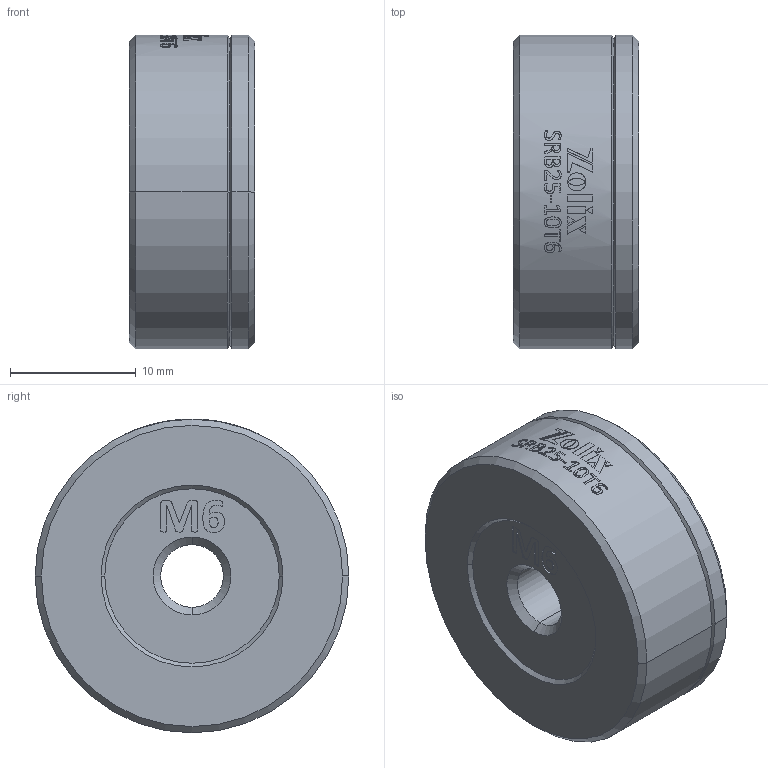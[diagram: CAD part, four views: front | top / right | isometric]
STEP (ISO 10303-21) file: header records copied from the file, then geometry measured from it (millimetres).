
FILE_DESCRIPTION (( 'STEP AP203' ), '1' );
FILE_NAME ('SRB25-10T6.STEP', '2025-06-30T09:59:22', ( '' ), ( '' ), 'SwSTEP 2.0', 'SolidWorks 2020', '' );
FILE_SCHEMA (( 'CONFIG_CONTROL_DESIGN' ));
Length unit declared in the file: millimetre
Products named in the file (1): SRB25-10T6
Bounding box: 10 x 25 x 25 mm (x, y, z)
Volume: 4568.7 mm3; surface area: 1914.8 mm2
Topology: 1 solids, 1 shells, 443 faces, 1202 edges, 792 vertices
Faces by surface type: bspline 293, plane 91, cylinder 35, cone 24
Entity records: 24962 total; most frequent: CARTESIAN_POINT 16218, ORIENTED_EDGE 2396, EDGE_CURVE 1198, B_SPLINE_CURVE_WITH_KNOTS 866, VERTEX_POINT 792, DIRECTION 750, EDGE_LOOP 480, ADVANCED_FACE 443
